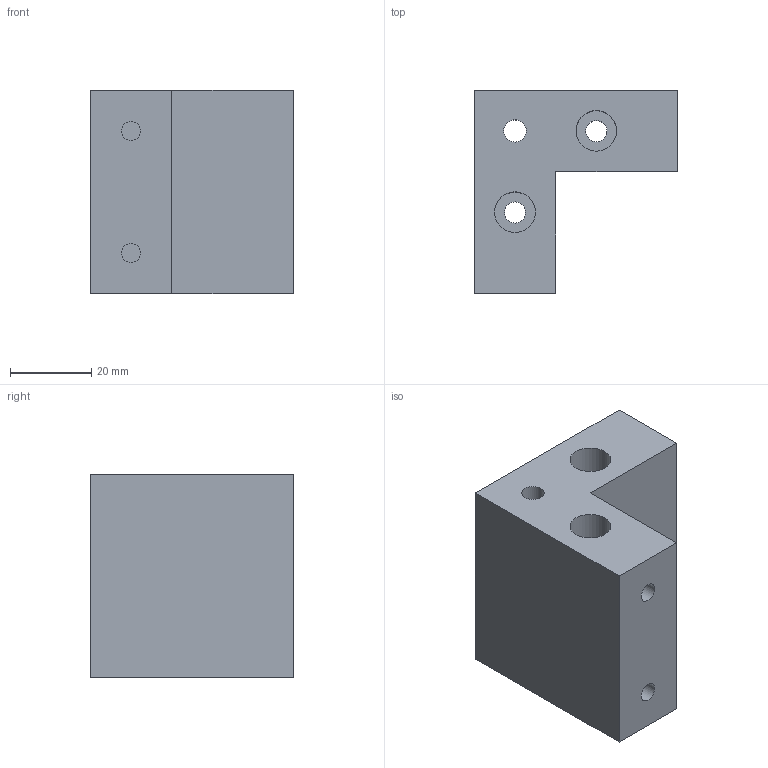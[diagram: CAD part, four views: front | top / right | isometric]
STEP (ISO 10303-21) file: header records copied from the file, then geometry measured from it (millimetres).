
FILE_DESCRIPTION(/* description */ (''),/* implementation_level */ '2;1');
FILE_NAME(/* name */ 'Grill_corners_4x v2.step',/* time_stamp */ '2021-08-29T19:39:52+02:00',/* author */ (''),/* organization */ (''),/* preprocessor_version */ 'ST-DEVELOPER v18.1',/* originating_system */ 'Autodesk Translation Framework v10.10.0.1391',/* authorisation */ '');
FILE_SCHEMA (('AUTOMOTIVE_DESIGN { 1 0 10303 214 3 1 1 }'));
Length unit declared in the file: millimetre
Products named in the file (1): Grill_corners_4x
Bounding box: 50 x 50 x 50 mm (x, y, z)
Volume: 71410.2 mm3; surface area: 17362.1 mm2
Topology: 1 solids, 1 shells, 23 faces, 45 edges, 30 vertices
Faces by surface type: plane 14, cylinder 9
Full cylindrical faces by diameter (mm): 4.7 x4, 5.2 x2, 5.5 x1, 10 x2
Entity records: 642 total; most frequent: DIRECTION 111, CARTESIAN_POINT 99, ORIENTED_EDGE 90, EDGE_CURVE 45, AXIS2_PLACEMENT_3D 42, EDGE_LOOP 35, VERTEX_POINT 30, LINE 27
